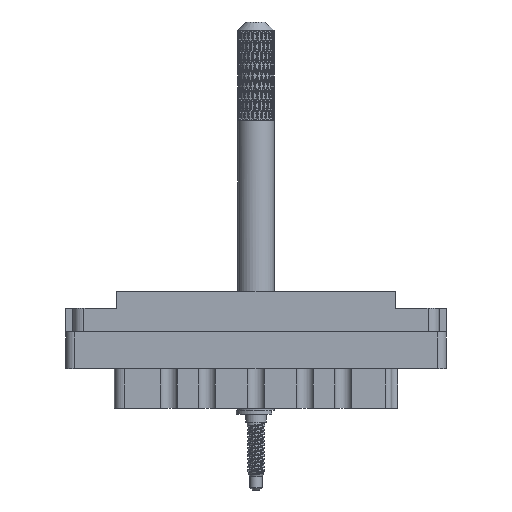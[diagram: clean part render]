
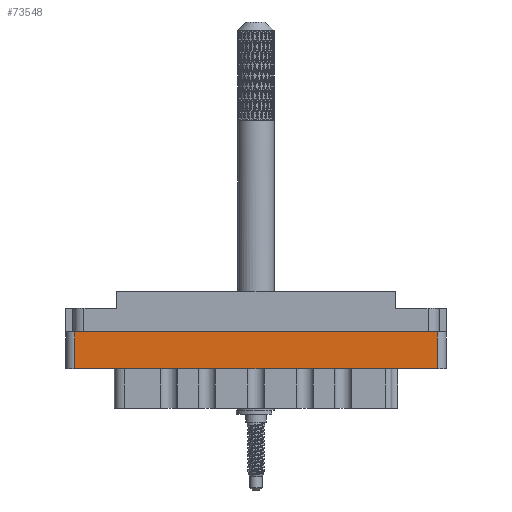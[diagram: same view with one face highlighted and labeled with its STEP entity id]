
A CAD part, front view. The second image highlights one B-rep face of the part: STEP entity #73548.
In plain terms, the highlighted planar face has unit normal (0, -1, 0).
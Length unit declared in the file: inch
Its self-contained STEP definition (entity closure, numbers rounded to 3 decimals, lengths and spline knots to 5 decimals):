
#4916 = LINE ( 'NONE', #103620, #67342 ) ;
#8194 = ORIENTED_EDGE ( 'NONE', *, *, #62493, .F. ) ;
#11361 = EDGE_CURVE ( 'NONE', #110149, #31396, #52239, .T. ) ;
#16446 = ORIENTED_EDGE ( 'NONE', *, *, #11361, .T. ) ;
#17125 = DIRECTION ( 'NONE',  ( 0., 0., 1. ) ) ;
#18784 = VECTOR ( 'NONE', #55517, 39.37008 ) ;
#22537 = AXIS2_PLACEMENT_3D ( 'NONE', #24650, #34438, #103530 ) ;
#22644 = DIRECTION ( 'NONE',  ( 1., 0., 0. ) ) ;
#24650 = CARTESIAN_POINT ( 'NONE',  ( -1.296, -0.438, -0.798 ) ) ;
#30241 = CARTESIAN_POINT ( 'NONE',  ( -1.234, -0.438, -0.277 ) ) ;
#30404 = VERTEX_POINT ( 'NONE', #58795 ) ;
#31396 = VERTEX_POINT ( 'NONE', #48183 ) ;
#33628 = LINE ( 'NONE', #74622, #48578 ) ;
#34438 = DIRECTION ( 'NONE',  ( 0., -1., 0. ) ) ;
#41305 = VECTOR ( 'NONE', #88009, 39.37008 ) ;
#48183 = CARTESIAN_POINT ( 'NONE',  ( -1.234, -0.438, -0.529 ) ) ;
#48578 = VECTOR ( 'NONE', #22644, 39.37008 ) ;
#49042 = EDGE_CURVE ( 'NONE', #75281, #30404, #4916, .T. ) ;
#51353 = FACE_OUTER_BOUND ( 'NONE', #108750, .T. ) ;
#52239 = LINE ( 'NONE', #72066, #41305 ) ;
#55517 = DIRECTION ( 'NONE',  ( -1., 0., 0. ) ) ;
#58795 = CARTESIAN_POINT ( 'NONE',  ( 1.234, -0.438, -0.277 ) ) ;
#62493 = EDGE_CURVE ( 'NONE', #110149, #30404, #33628, .T. ) ;
#67342 = VECTOR ( 'NONE', #17125, 39.37008 ) ;
#71828 = LINE ( 'NONE', #79101, #18784 ) ;
#72066 = CARTESIAN_POINT ( 'NONE',  ( -1.234, -0.438, -0.798 ) ) ;
#73548 = ADVANCED_FACE ( 'NONE', ( #51353 ), #76599, .T. ) ;
#74547 = CARTESIAN_POINT ( 'NONE',  ( 1.234, -0.438, -0.529 ) ) ;
#74622 = CARTESIAN_POINT ( 'NONE',  ( 0., -0.438, -0.277 ) ) ;
#75281 = VERTEX_POINT ( 'NONE', #74547 ) ;
#76599 = PLANE ( 'NONE',  #22537 ) ;
#79101 = CARTESIAN_POINT ( 'NONE',  ( 0., -0.438, -0.529 ) ) ;
#84125 = ORIENTED_EDGE ( 'NONE', *, *, #49042, .T. ) ;
#88009 = DIRECTION ( 'NONE',  ( 0., 0., -1. ) ) ;
#88881 = EDGE_CURVE ( 'NONE', #75281, #31396, #71828, .T. ) ;
#95716 = ORIENTED_EDGE ( 'NONE', *, *, #88881, .F. ) ;
#103530 = DIRECTION ( 'NONE',  ( 0., 0., -1. ) ) ;
#103620 = CARTESIAN_POINT ( 'NONE',  ( 1.234, -0.438, -0.798 ) ) ;
#108750 = EDGE_LOOP ( 'NONE', ( #8194, #16446, #95716, #84125 ) ) ;
#110149 = VERTEX_POINT ( 'NONE', #30241 ) ;
